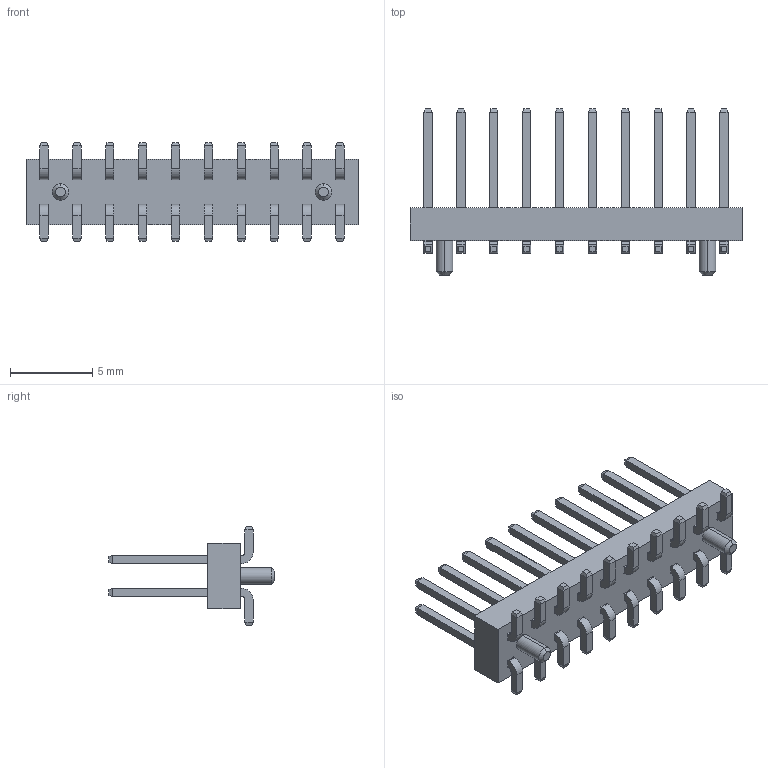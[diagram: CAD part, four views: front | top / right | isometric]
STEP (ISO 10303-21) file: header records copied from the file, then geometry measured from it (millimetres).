
FILE_DESCRIPTION (( 'STEP AP214' ), '1' );
FILE_NAME ('BF030-20A-B1-0600-0277-0600-LB.STEP', '2024-02-21T18:23:10', ( '' ), ( '' ), 'SwSTEP 2.0', 'SolidWorks 2021', '' );
FILE_SCHEMA (( 'AUTOMOTIVE_DESIGN' ));
Length unit declared in the file: millimetre
Products named in the file (3): body^BF030-xxxx_20; BF030-20A-B1-0600-0277-0600-LB; pin^BF030-xxxx
Assembly tree (11 placements, depth 2):
  BF030-20A-B1-0600-0277-0600-LB
    body^BF030-xxxx_20
    pin^BF030-xxxx  x10
Bounding box: 20.2 x 10.1 x 6 mm (x, y, z)
Volume: 205.9 mm3; surface area: 757.4 mm2
Topology: 21 solids, 21 shells, 456 faces, 1072 edges, 660 vertices
Faces by surface type: plane 408, cylinder 44, cone 4
Entity records: 4287 total; most frequent: CARTESIAN_POINT 726, ORIENTED_EDGE 704, DIRECTION 664, EDGE_CURVE 352, VECTOR 332, LINE 332, VERTEX_POINT 228, EDGE_LOOP 174
